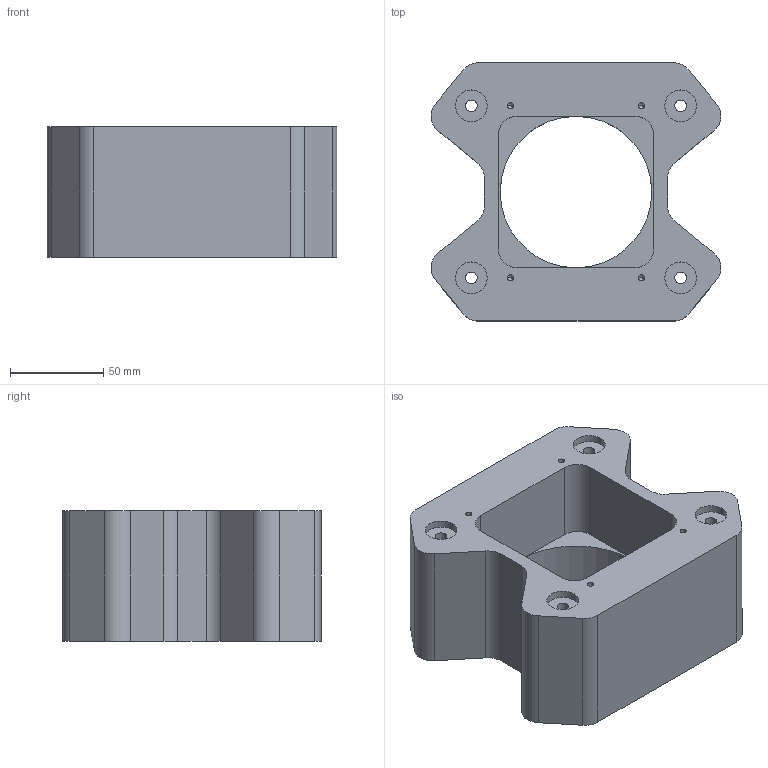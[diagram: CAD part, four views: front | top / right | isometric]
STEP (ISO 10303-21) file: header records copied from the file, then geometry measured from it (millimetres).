
FILE_DESCRIPTION (( 'STEP AP214' ), '1' );
FILE_NAME ('UTCrawlV1-USI-009-carter-module-capteur.STEP', '2019-10-04T08:39:15', ( '' ), ( '' ), 'SwSTEP 2.0', 'SolidWorks 2018', '' );
FILE_SCHEMA (( 'AUTOMOTIVE_DESIGN' ));
Length unit declared in the file: millimetre
Products named in the file (1): UTCrawlV1-USI-009-carter-module-capteur
Bounding box: 155.1 x 138 x 70 mm (x, y, z)
Volume: 573996.5 mm3; surface area: 116503.4 mm2
Topology: 1 solids, 1 shells, 133 faces, 348 edges, 222 vertices
Faces by surface type: cylinder 68, plane 53, cone 12
Entity records: 4206 total; most frequent: DIRECTION 750, CARTESIAN_POINT 696, ORIENTED_EDGE 680, EDGE_CURVE 340, AXIS2_PLACEMENT_3D 276, VERTEX_POINT 222, LINE 198, VECTOR 198
